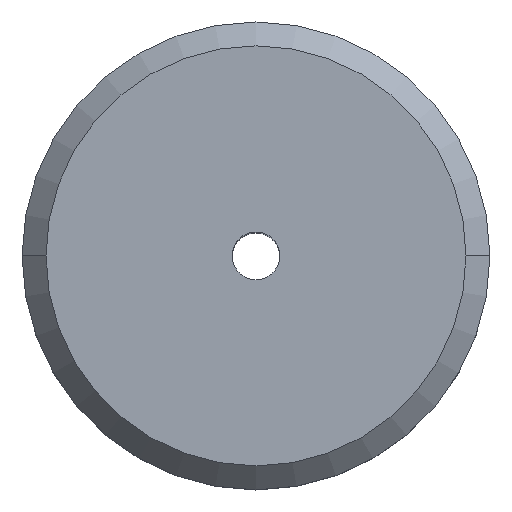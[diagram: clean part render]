
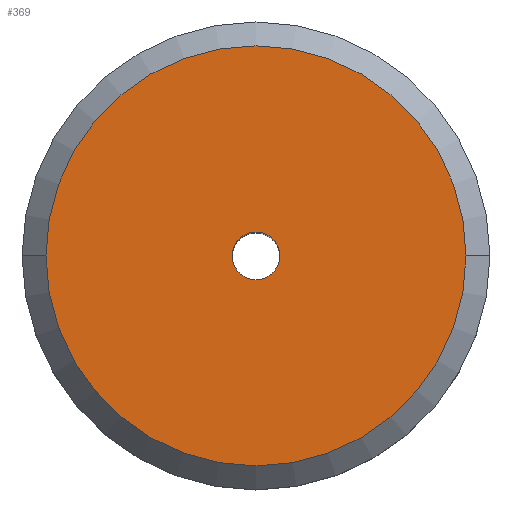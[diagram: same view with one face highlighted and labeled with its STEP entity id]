
A CAD part, top view. The second image highlights one B-rep face of the part: STEP entity #369.
In plain terms, the highlighted planar face has unit normal (0, 0, 1).
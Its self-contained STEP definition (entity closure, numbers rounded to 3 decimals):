
#5 = ORIENTED_EDGE ( 'NONE', *, *, #404, .F. ) ;
#13 = CARTESIAN_POINT ( 'NONE',  ( 0., 52.925, 3. ) ) ;
#16 = DIRECTION ( 'NONE',  ( 1., 0., 0. ) ) ;
#47 = FACE_BOUND ( 'NONE', #362, .T. ) ;
#49 = VERTEX_POINT ( 'NONE', #220 ) ;
#57 = CIRCLE ( 'NONE', #245, 0.5 ) ;
#60 = DIRECTION ( 'NONE',  ( 0., 0., 1. ) ) ;
#67 = VERTEX_POINT ( 'NONE', #221 ) ;
#74 = AXIS2_PLACEMENT_3D ( 'NONE', #311, #341, #16 ) ;
#81 = EDGE_LOOP ( 'NONE', ( #253, #214 ) ) ;
#84 = CARTESIAN_POINT ( 'NONE',  ( 4.4, 52.925, 3. ) ) ;
#93 = FACE_OUTER_BOUND ( 'NONE', #81, .T. ) ;
#106 = EDGE_CURVE ( 'NONE', #49, #277, #143, .T. ) ;
#143 = CIRCLE ( 'NONE', #394, 4.4 ) ;
#162 = DIRECTION ( 'NONE',  ( 0., 0., 1. ) ) ;
#194 = CARTESIAN_POINT ( 'NONE',  ( 0., 52.925, 3. ) ) ;
#198 = DIRECTION ( 'NONE',  ( 0., 0., 1. ) ) ;
#205 = AXIS2_PLACEMENT_3D ( 'NONE', #233, #198, #317 ) ;
#214 = ORIENTED_EDGE ( 'NONE', *, *, #335, .T. ) ;
#220 = CARTESIAN_POINT ( 'NONE',  ( -4.4, 52.925, 3. ) ) ;
#221 = CARTESIAN_POINT ( 'NONE',  ( -0.5, 52.925, 3. ) ) ;
#233 = CARTESIAN_POINT ( 'NONE',  ( 0., 52.925, 3. ) ) ;
#239 = PLANE ( 'NONE',  #205 ) ;
#241 = CIRCLE ( 'NONE', #408, 4.4 ) ;
#242 = CARTESIAN_POINT ( 'NONE',  ( 0., 52.925, 3. ) ) ;
#245 = AXIS2_PLACEMENT_3D ( 'NONE', #194, #374, #431 ) ;
#250 = CARTESIAN_POINT ( 'NONE',  ( 0.5, 52.925, 3. ) ) ;
#253 = ORIENTED_EDGE ( 'NONE', *, *, #106, .T. ) ;
#277 = VERTEX_POINT ( 'NONE', #84 ) ;
#284 = DIRECTION ( 'NONE',  ( 0., -1., 0. ) ) ;
#290 = EDGE_CURVE ( 'NONE', #67, #444, #348, .T. ) ;
#311 = CARTESIAN_POINT ( 'NONE',  ( 0., 52.925, 3. ) ) ;
#317 = DIRECTION ( 'NONE',  ( 0.828, -0.561, 0. ) ) ;
#335 = EDGE_CURVE ( 'NONE', #277, #49, #241, .T. ) ;
#341 = DIRECTION ( 'NONE',  ( 0., 0., 1. ) ) ;
#348 = CIRCLE ( 'NONE', #74, 0.5 ) ;
#362 = EDGE_LOOP ( 'NONE', ( #5, #457 ) ) ;
#369 = ADVANCED_FACE ( 'NONE', ( #47, #93 ), #239, .T. ) ;
#374 = DIRECTION ( 'NONE',  ( 0., 0., 1. ) ) ;
#381 = DIRECTION ( 'NONE',  ( 0., -1., 0. ) ) ;
#394 = AXIS2_PLACEMENT_3D ( 'NONE', #242, #60, #284 ) ;
#404 = EDGE_CURVE ( 'NONE', #444, #67, #57, .T. ) ;
#408 = AXIS2_PLACEMENT_3D ( 'NONE', #13, #162, #381 ) ;
#431 = DIRECTION ( 'NONE',  ( 1., 0., 0. ) ) ;
#444 = VERTEX_POINT ( 'NONE', #250 ) ;
#457 = ORIENTED_EDGE ( 'NONE', *, *, #290, .F. ) ;
